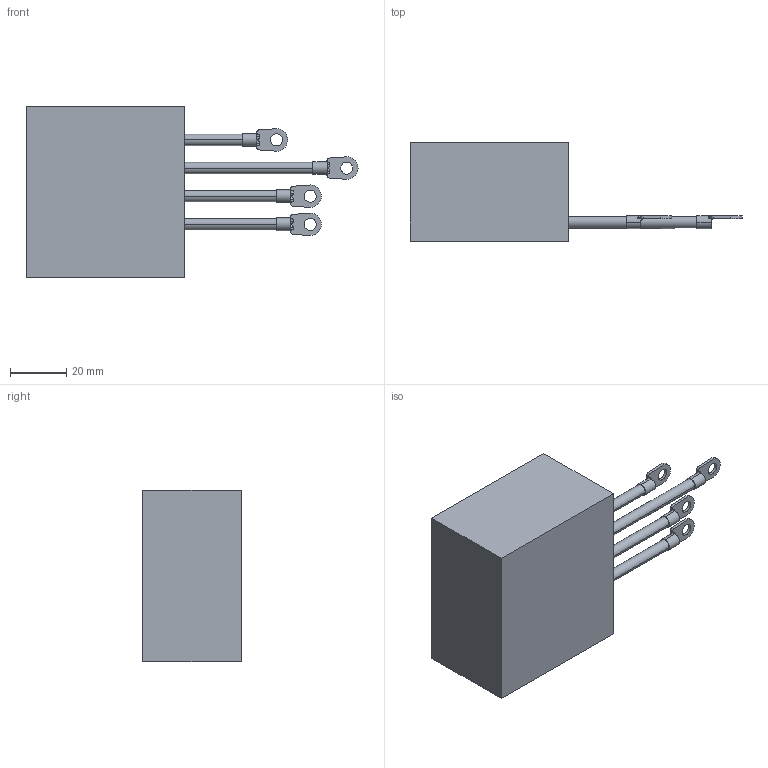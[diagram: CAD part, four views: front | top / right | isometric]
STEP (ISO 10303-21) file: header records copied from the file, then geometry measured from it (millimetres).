
FILE_DESCRIPTION (( 'STEP AP214' ), '1' );
FILE_NAME ('BC3.5LFB1.4.STEP', '2019-03-08T06:45:49', ( '' ), ( '' ), 'SwSTEP 2.0', 'SolidWorks 2018', '' );
FILE_SCHEMA (( 'AUTOMOTIVE_DESIGN' ));
Length unit declared in the file: millimetre
Products named in the file (1): BC3.5LFB1.4
Bounding box: 118 x 35 x 61 mm (x, y, z)
Volume: 122347.1 mm3; surface area: 17920.2 mm2
Topology: 5 solids, 5 shells, 122 faces, 316 edges, 196 vertices
Faces by surface type: cylinder 52, plane 42, bspline 20, torus 8
Entity records: 4638 total; most frequent: CARTESIAN_POINT 1643, ORIENTED_EDGE 616, DIRECTION 610, EDGE_CURVE 308, AXIS2_PLACEMENT_3D 243, VERTEX_POINT 196, CIRCLE 140, EDGE_LOOP 138
